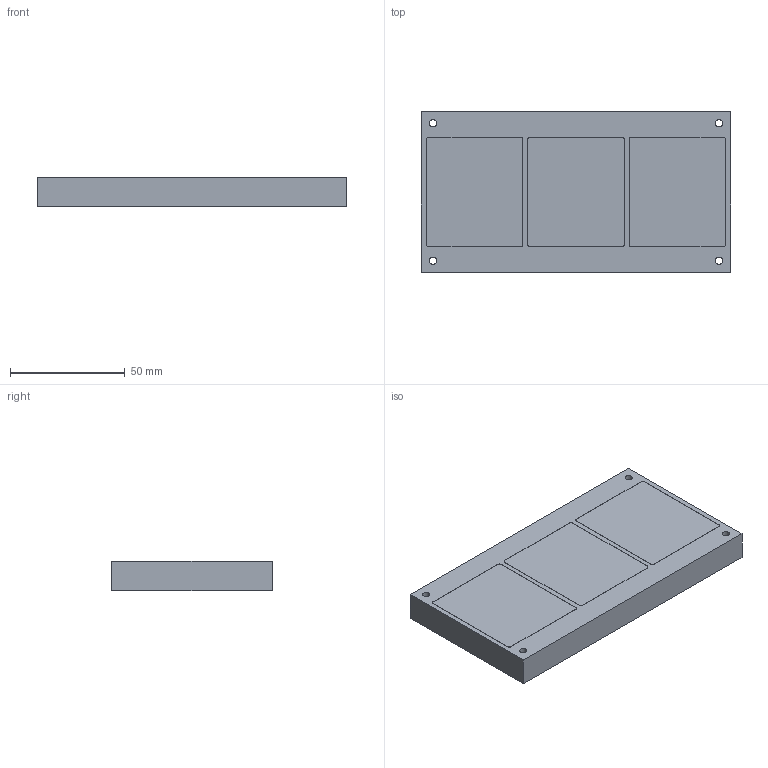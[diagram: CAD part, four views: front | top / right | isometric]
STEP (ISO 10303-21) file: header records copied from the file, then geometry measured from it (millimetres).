
FILE_DESCRIPTION(/* description */ (''),/* implementation_level */ '2;1');
FILE_NAME(/* name */ 'F10132544--_1-FIXTURE_ CMS2 ETL_ GLUE RESERVOIR FIXTURE.stp',/* time_stamp */ '2020-11-09T15:29:44-06:00',/* author */ (''),/* organization */ (''),/* preprocessor_version */ 'ST-DEVELOPER v16',/* originating_system */ 'SIEMENS PLM Software NX 11.0',/* authorisation */ '');
FILE_SCHEMA (('AUTOMOTIVE_DESIGN { 1 0 10303 214 3 1 1 1 }'));
Length unit declared in the file: millimetre
Products named in the file (1): F10132544--_1-FIXTURE_ CMS2 ETL_ GLUE RESERVOIR FIXTURE
Bounding box: 135 x 70 x 12.7 mm (x, y, z)
Volume: 119008.3 mm3; surface area: 24603.9 mm2
Topology: 1 solids, 1 shells, 37 faces, 100 edges, 68 vertices
Faces by surface type: plane 21, cylinder 16
Full cylindrical faces by diameter (mm): 3.175 x4
Entity records: 1422 total; most frequent: DIRECTION 200, CARTESIAN_POINT 194, ORIENTED_EDGE 184, EDGE_CURVE 92, AXIS2_PLACEMENT_3D 70, VERTEX_POINT 64, LINE 60, VECTOR 60
